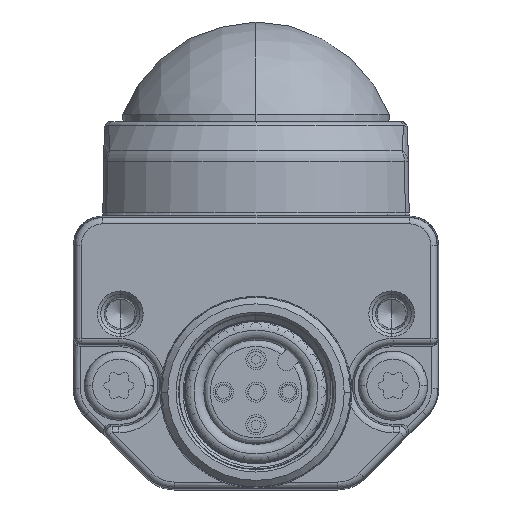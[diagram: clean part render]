
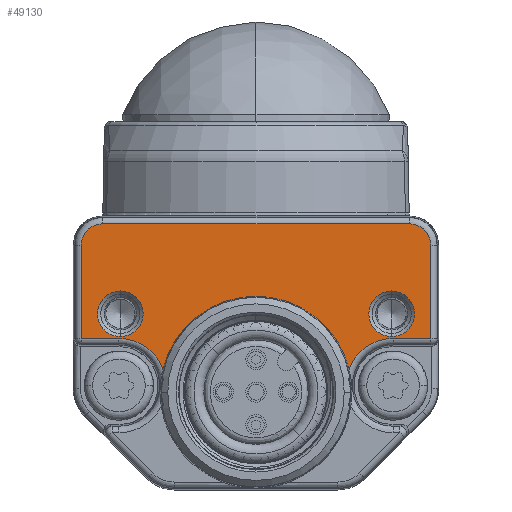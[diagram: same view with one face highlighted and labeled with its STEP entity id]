
A CAD part, left-side view. The second image highlights one B-rep face of the part: STEP entity #49130.
In plain terms, the highlighted face is planar.
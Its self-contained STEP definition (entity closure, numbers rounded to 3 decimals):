
#44089=CARTESIAN_POINT('',(13.,13.5,10.392));
#44090=DIRECTION('',(-1.,0.,0.));
#44091=DIRECTION('',(0.,1.,0.));
#44092=AXIS2_PLACEMENT_3D('',#44089,#44090,#44091);
#44094=CARTESIAN_POINT('',(13.,13.5,10.392));
#44095=DIRECTION('',(-1.,0.,0.));
#44096=DIRECTION('',(0.,-1.,0.));
#44097=AXIS2_PLACEMENT_3D('',#44094,#44095,#44096);
#44099=CARTESIAN_POINT('',(13.,13.5,-10.392));
#44100=DIRECTION('',(-1.,0.,0.));
#44101=DIRECTION('',(0.,-1.,0.));
#44102=AXIS2_PLACEMENT_3D('',#44099,#44100,#44101);
#44104=CARTESIAN_POINT('',(13.,13.5,-10.392));
#44105=DIRECTION('',(-1.,0.,0.));
#44106=DIRECTION('',(0.,1.,0.));
#44107=AXIS2_PLACEMENT_3D('',#44104,#44105,#44106);
#44109=CARTESIAN_POINT('',(13.,8.,-10.5));
#44110=DIRECTION('',(-1.,0.,0.));
#44111=DIRECTION('',(0.,0.359,0.933));
#44112=AXIS2_PLACEMENT_3D('',#44109,#44110,#44111);
#44114=CARTESIAN_POINT('',(13.,7.5,0.));
#44115=DIRECTION('',(1.,0.,0.));
#44116=DIRECTION('',(0.,0.244,-0.97));
#44117=AXIS2_PLACEMENT_3D('',#44114,#44115,#44116);
#44119=CARTESIAN_POINT('',(13.,8.,10.5));
#44120=DIRECTION('',(-1.,0.,0.));
#44121=DIRECTION('',(0.,1.,0.));
#44122=AXIS2_PLACEMENT_3D('',#44119,#44120,#44121);
#44124=DIRECTION('',(0.,0.,-1.));
#44125=VECTOR('',#44124,2.891);
#44126=CARTESIAN_POINT('',(13.,11.614,13.391));
#44127=LINE('',#44126,#44125);
#44128=DIRECTION('',(0.,-1.,0.));
#44129=VECTOR('',#44128,7.136);
#44130=CARTESIAN_POINT('',(13.,18.75,13.391));
#44131=LINE('',#44130,#44129);
#44132=CARTESIAN_POINT('',(13.,18.75,11.75));
#44133=DIRECTION('',(1.,0.,0.));
#44134=DIRECTION('',(0.,1.,0.));
#44135=AXIS2_PLACEMENT_3D('',#44132,#44133,#44134);
#44137=DIRECTION('',(0.,0.,1.));
#44138=VECTOR('',#44137,23.5);
#44139=CARTESIAN_POINT('',(13.,20.391,-11.75));
#44140=LINE('',#44139,#44138);
#44141=CARTESIAN_POINT('',(13.,18.75,-11.75));
#44142=DIRECTION('',(1.,0.,0.));
#44143=DIRECTION('',(0.,0.,-1.));
#44144=AXIS2_PLACEMENT_3D('',#44141,#44142,#44143);
#44146=DIRECTION('',(0.,1.,0.));
#44147=VECTOR('',#44146,7.136);
#44148=CARTESIAN_POINT('',(13.,11.614,-13.391));
#44149=LINE('',#44148,#44147);
#44150=DIRECTION('',(0.,0.,-1.));
#44151=VECTOR('',#44150,2.891);
#44152=CARTESIAN_POINT('',(13.,11.614,-10.5));
#44153=LINE('',#44152,#44151);
#44330=CARTESIAN_POINT('',(13.,9.297,-7.127));
#44398=CARTESIAN_POINT('',(13.,9.297,7.127));
#48408=VERTEX_POINT('',#44330);
#48409=VERTEX_POINT('',#44398);
#48474=CARTESIAN_POINT('',(13.,20.391,11.75));
#48475=CARTESIAN_POINT('',(13.,18.75,13.391));
#48476=VERTEX_POINT('',#48474);
#48477=VERTEX_POINT('',#48475);
#48482=CARTESIAN_POINT('',(13.,20.391,-11.75));
#48483=VERTEX_POINT('',#48482);
#48486=CARTESIAN_POINT('',(13.,18.75,-13.391));
#48487=VERTEX_POINT('',#48486);
#48514=CARTESIAN_POINT('',(13.,15.25,10.392));
#48515=CARTESIAN_POINT('',(13.,11.75,10.392));
#48516=VERTEX_POINT('',#48514);
#48517=VERTEX_POINT('',#48515);
#48518=CARTESIAN_POINT('',(13.,11.75,-10.392));
#48519=CARTESIAN_POINT('',(13.,15.25,-10.392));
#48520=VERTEX_POINT('',#48518);
#48521=VERTEX_POINT('',#48519);
#48522=CARTESIAN_POINT('',(13.,11.614,-10.5));
#48523=VERTEX_POINT('',#48522);
#48524=CARTESIAN_POINT('',(13.,11.614,-13.391));
#48525=VERTEX_POINT('',#48524);
#48560=CARTESIAN_POINT('',(13.,11.614,10.5));
#48561=VERTEX_POINT('',#48560);
#48562=CARTESIAN_POINT('',(13.,11.614,13.391));
#48563=VERTEX_POINT('',#48562);
#49091=CARTESIAN_POINT('',(13.,0.,0.));
#49092=DIRECTION('',(1.,0.,0.));
#49093=DIRECTION('',(0.,0.,-1.));
#49094=AXIS2_PLACEMENT_3D('',#49091,#49092,#49093);
#49095=PLANE('',#49094);
#49097=ORIENTED_EDGE('',*,*,#49096,.F.);
#49099=ORIENTED_EDGE('',*,*,#49098,.T.);
#49101=ORIENTED_EDGE('',*,*,#49100,.F.);
#49103=ORIENTED_EDGE('',*,*,#49102,.F.);
#49105=ORIENTED_EDGE('',*,*,#49104,.F.);
#49107=ORIENTED_EDGE('',*,*,#49106,.F.);
#49109=ORIENTED_EDGE('',*,*,#49108,.F.);
#49111=ORIENTED_EDGE('',*,*,#49110,.F.);
#49113=ORIENTED_EDGE('',*,*,#49112,.F.);
#49115=ORIENTED_EDGE('',*,*,#49114,.F.);
#49116=EDGE_LOOP('',(#49097,#49099,#49101,#49103,#49105,#49107,#49109,#49111,
#49113,#49115));
#49117=FACE_OUTER_BOUND('',#49116,.F.);
#49119=ORIENTED_EDGE('',*,*,#49118,.F.);
#49121=ORIENTED_EDGE('',*,*,#49120,.F.);
#49122=EDGE_LOOP('',(#49119,#49121));
#49123=FACE_BOUND('',#49122,.F.);
#49125=ORIENTED_EDGE('',*,*,#49124,.F.);
#49127=ORIENTED_EDGE('',*,*,#49126,.F.);
#49128=EDGE_LOOP('',(#49125,#49127));
#49129=FACE_BOUND('',#49128,.F.);
#49130=ADVANCED_FACE('',(#49117,#49123,#49129),#49095,.T.);
#44093=CIRCLE('',#44092,1.75);
#44098=CIRCLE('',#44097,1.75);
#44103=CIRCLE('',#44102,1.75);
#44108=CIRCLE('',#44107,1.75);
#44113=CIRCLE('',#44112,3.614);
#44118=CIRCLE('',#44117,7.35);
#44123=CIRCLE('',#44122,3.614);
#44136=CIRCLE('',#44135,1.641);
#44145=CIRCLE('',#44144,1.641);
#49096=EDGE_CURVE('',#48408,#48523,#44113,.T.);
#49098=EDGE_CURVE('',#48408,#48409,#44118,.T.);
#49100=EDGE_CURVE('',#48561,#48409,#44123,.T.);
#49102=EDGE_CURVE('',#48563,#48561,#44127,.T.);
#49104=EDGE_CURVE('',#48477,#48563,#44131,.T.);
#49106=EDGE_CURVE('',#48476,#48477,#44136,.T.);
#49108=EDGE_CURVE('',#48483,#48476,#44140,.T.);
#49110=EDGE_CURVE('',#48487,#48483,#44145,.T.);
#49112=EDGE_CURVE('',#48525,#48487,#44149,.T.);
#49114=EDGE_CURVE('',#48523,#48525,#44153,.T.);
#49118=EDGE_CURVE('',#48516,#48517,#44093,.T.);
#49120=EDGE_CURVE('',#48517,#48516,#44098,.T.);
#49124=EDGE_CURVE('',#48520,#48521,#44103,.T.);
#49126=EDGE_CURVE('',#48521,#48520,#44108,.T.);
